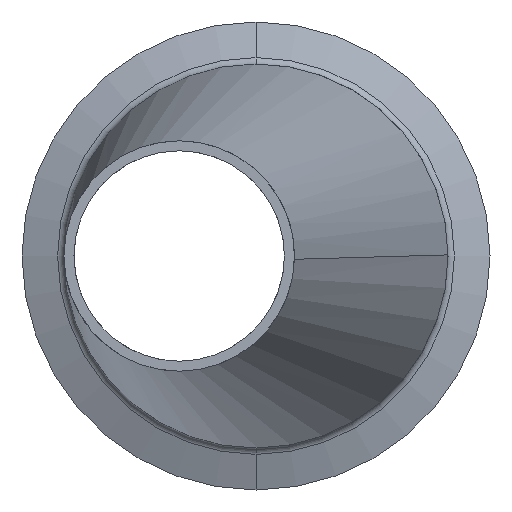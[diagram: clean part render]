
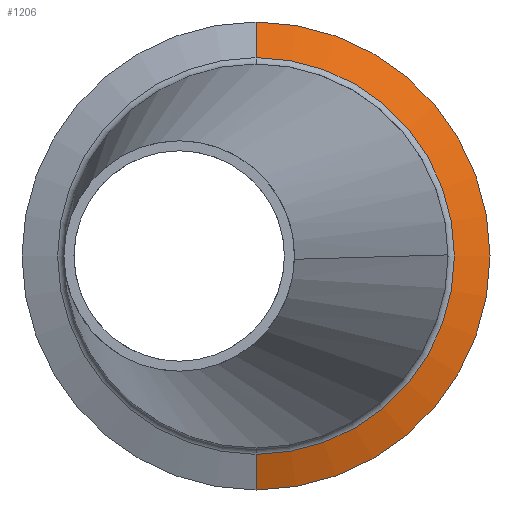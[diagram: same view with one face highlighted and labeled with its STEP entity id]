
A CAD part, front view. The second image highlights one B-rep face of the part: STEP entity #1206.
In plain terms, the highlighted conical face has half-angle 70 degrees and reference radius 38.695 mm.
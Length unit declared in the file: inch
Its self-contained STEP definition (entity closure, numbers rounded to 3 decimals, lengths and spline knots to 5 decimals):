
#78 = CIRCLE ( 'NONE', #375, 1.29145 ) ;
#85 = EDGE_CURVE ( 'NONE', #1518, #1552, #1025, .T. ) ;
#140 = CONICAL_SURFACE ( 'NONE', #1065, 1.52343, 1.222 ) ;
#163 = VERTEX_POINT ( 'NONE', #389 ) ;
#169 = CARTESIAN_POINT ( 'NONE',  ( 0.77115, -1.1303, 1.52343 ) ) ;
#196 = AXIS2_PLACEMENT_3D ( 'NONE', #875, #479, #233 ) ;
#200 = DIRECTION ( 'NONE',  ( 0., 1., 0. ) ) ;
#208 = CARTESIAN_POINT ( 'NONE',  ( 0.77115, -1.1303, 1.52343 ) ) ;
#233 = DIRECTION ( 'NONE',  ( 0., 0., 1. ) ) ;
#375 = AXIS2_PLACEMENT_3D ( 'NONE', #1271, #749, #383 ) ;
#383 = DIRECTION ( 'NONE',  ( 0., 0., 1. ) ) ;
#389 = CARTESIAN_POINT ( 'NONE',  ( 0.77115, -1.21473, 1.29145 ) ) ;
#440 = VECTOR ( 'NONE', #1369, 39.37008 ) ;
#479 = DIRECTION ( 'NONE',  ( 0., 1., 0. ) ) ;
#496 = ORIENTED_EDGE ( 'NONE', *, *, #1412, .F. ) ;
#505 = EDGE_CURVE ( 'NONE', #163, #1518, #78, .T. ) ;
#516 = ORIENTED_EDGE ( 'NONE', *, *, #800, .F. ) ;
#546 = VECTOR ( 'NONE', #1029, 39.37008 ) ;
#622 = CARTESIAN_POINT ( 'NONE',  ( 0.77115, -1.21473, -1.29145 ) ) ;
#651 = EDGE_LOOP ( 'NONE', ( #1377, #1043, #496, #516 ) ) ;
#685 = LINE ( 'NONE', #169, #546 ) ;
#749 = DIRECTION ( 'NONE',  ( 0., 1., 0. ) ) ;
#800 = EDGE_CURVE ( 'NONE', #163, #1280, #685, .T. ) ;
#819 = DIRECTION ( 'NONE',  ( 0., 0., 1. ) ) ;
#857 = CARTESIAN_POINT ( 'NONE',  ( 0.77115, -1.1303, -1.52343 ) ) ;
#875 = CARTESIAN_POINT ( 'NONE',  ( 0.77115, -1.1303, 0. ) ) ;
#895 = CARTESIAN_POINT ( 'NONE',  ( 0.77115, -1.1303, -1.52343 ) ) ;
#1025 = LINE ( 'NONE', #857, #440 ) ;
#1029 = DIRECTION ( 'NONE',  ( 0., 0.342, 0.94 ) ) ;
#1043 = ORIENTED_EDGE ( 'NONE', *, *, #85, .T. ) ;
#1065 = AXIS2_PLACEMENT_3D ( 'NONE', #1240, #200, #819 ) ;
#1092 = FACE_OUTER_BOUND ( 'NONE', #651, .T. ) ;
#1197 = CIRCLE ( 'NONE', #196, 1.52343 ) ;
#1206 = ADVANCED_FACE ( 'NONE', ( #1092 ), #140, .T. ) ;
#1240 = CARTESIAN_POINT ( 'NONE',  ( 0.77115, -1.1303, 0. ) ) ;
#1271 = CARTESIAN_POINT ( 'NONE',  ( 0.77115, -1.21473, 0. ) ) ;
#1280 = VERTEX_POINT ( 'NONE', #208 ) ;
#1369 = DIRECTION ( 'NONE',  ( 0., 0.342, -0.94 ) ) ;
#1377 = ORIENTED_EDGE ( 'NONE', *, *, #505, .T. ) ;
#1412 = EDGE_CURVE ( 'NONE', #1280, #1552, #1197, .T. ) ;
#1518 = VERTEX_POINT ( 'NONE', #622 ) ;
#1552 = VERTEX_POINT ( 'NONE', #895 ) ;
